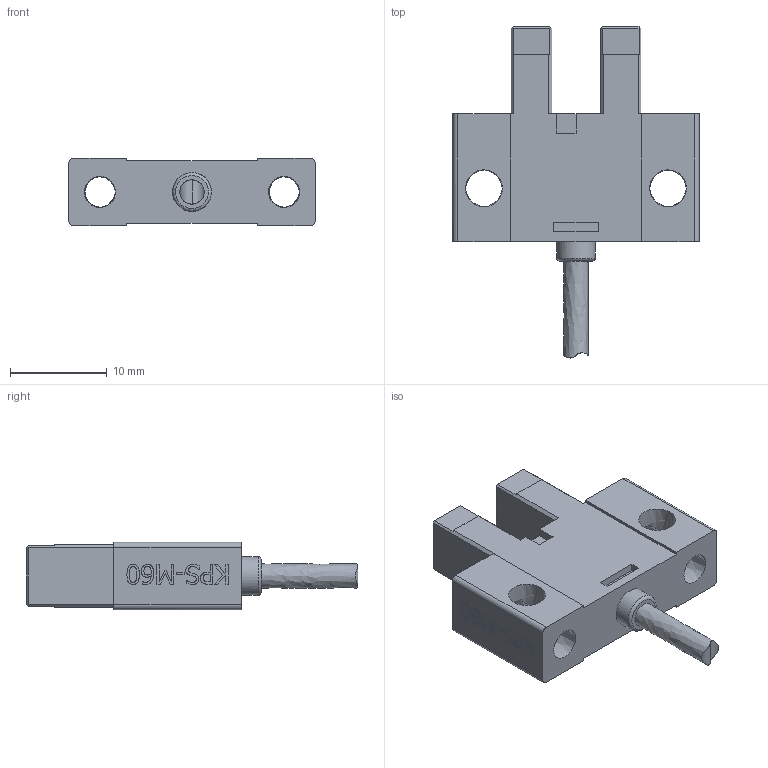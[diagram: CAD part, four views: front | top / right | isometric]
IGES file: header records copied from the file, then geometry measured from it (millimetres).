
Global section: file name: KPS-M60; native system: Autodesk Inventor 2014; preprocessor: unknown; author: KHJ; date: 20141128.111901; units: millimetre
Bounding box: 25.4 x 34.25 x 6.95 mm (x, y, z)
Volume: 2450.4 mm3; surface area: 1940.6 mm2
Topology: 1 solids, 1 shells, 209 faces, 578 edges, 388 vertices
Faces by surface type: bspline 209
